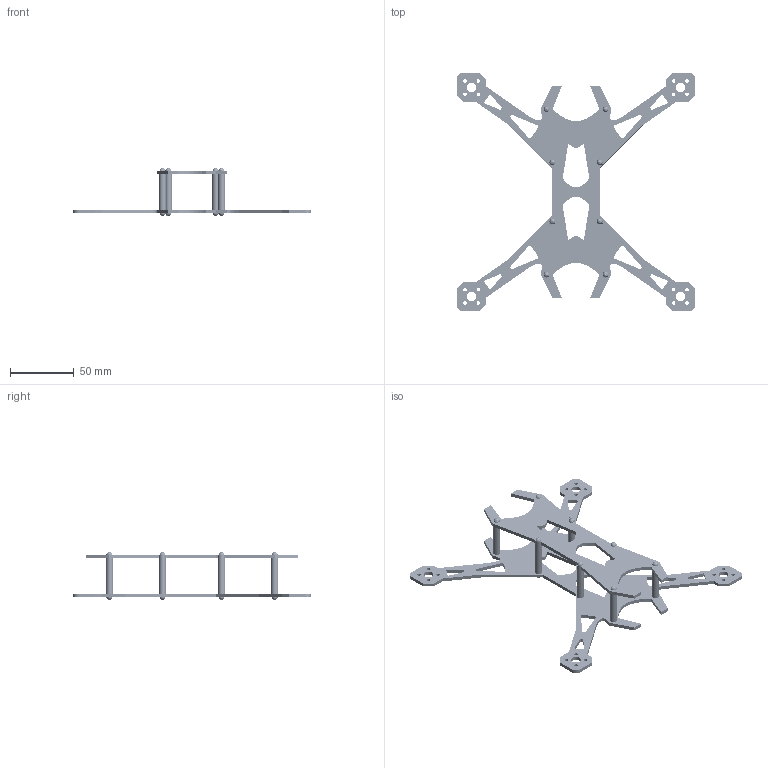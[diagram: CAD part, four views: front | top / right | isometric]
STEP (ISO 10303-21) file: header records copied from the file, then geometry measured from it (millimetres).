
FILE_DESCRIPTION(('FreeCAD Model'),'2;1');
FILE_NAME('Open CASCADE Shape Model','2025-04-26T21:48:23',('FreeCAD'),( 'FreeCAD'),'Open CASCADE STEP processor 7.6','FreeCAD','Unknown');
FILE_SCHEMA(('AUTOMOTIVE_DESIGN { 1 0 10303 214 1 1 1 1 }'));
Products named in the file (1): Open CASCADE STEP translator 7.6 1
Bounding box: 187.06 x 187.06 x 38.01 mm (x, y, z)
Volume: 45008.3 mm3; surface area: 48757.5 mm2
Topology: 26 solids, 26 shells, 1380 faces, 3984 edges, 2656 vertices
Faces by surface type: bspline 1380
Entity records: 115900 total; most frequent: CARTESIAN_POINT 92985, ORIENTED_EDGE 7936, EDGE_CURVE 3968, B_SPLINE_CURVE_WITH_KNOTS 3656, VERTEX_POINT 2656, FACE_BOUND 1508, EDGE_LOOP 1508, ADVANCED_FACE 1380
